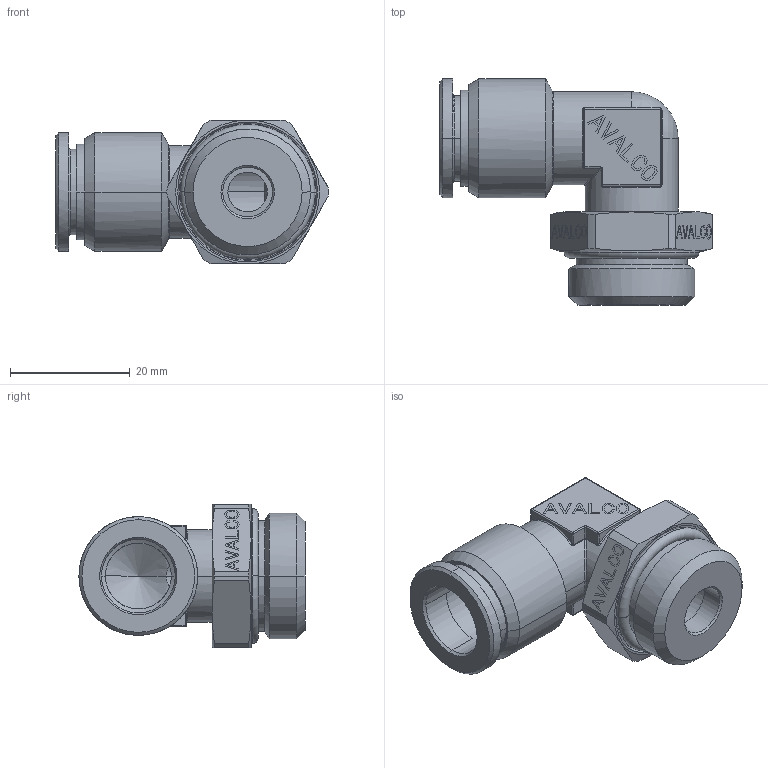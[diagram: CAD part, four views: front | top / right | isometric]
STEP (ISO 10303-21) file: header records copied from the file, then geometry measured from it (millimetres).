
FILE_DESCRIPTION(('CATIA V5 STEP Exchange'),'2;1');
FILE_NAME('PR507B-12G12.stp','2018-04-14T14:59:44+00:00',('none'),('none'),'CATIA Version 5 Release 21 GA (IN-10)','CATIA V5 STEP AP203','none');
FILE_SCHEMA(('CONFIG_CONTROL_DESIGN'));
Length unit declared in the file: millimetre
Products named in the file (1): PR507B-12G12
Bounding box: 45.45 x 37.7 x 24 mm (x, y, z)
Volume: 11228.1 mm3; surface area: 7620.4 mm2
Topology: 2 solids, 2 shells, 751 faces, 1967 edges, 1268 vertices
Faces by surface type: plane 591, cylinder 70, cone 38, torus 24, sphere 16, bspline 12
Entity records: 23509 total; most frequent: CARTESIAN_POINT 5777, ORIENTED_EDGE 3926, DIRECTION 3102, EDGE_CURVE 1963, VECTOR 1680, LINE 1680, VERTEX_POINT 1268, EDGE_LOOP 807
